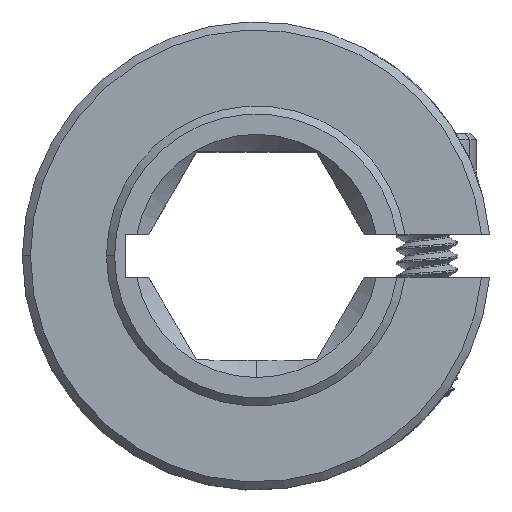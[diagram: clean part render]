
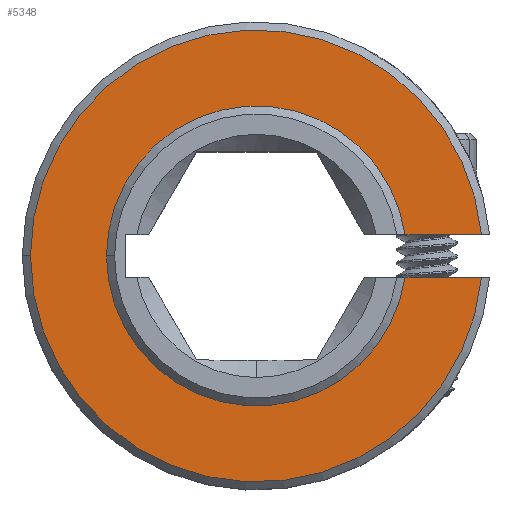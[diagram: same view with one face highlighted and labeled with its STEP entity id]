
A CAD part, top view. The second image highlights one B-rep face of the part: STEP entity #5348.
In plain terms, the highlighted planar face has unit normal (0, 0, 1).
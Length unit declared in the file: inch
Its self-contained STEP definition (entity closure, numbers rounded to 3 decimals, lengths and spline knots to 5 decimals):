
#99 = VERTEX_POINT ( 'NONE', #1387 ) ;
#100 = DIRECTION ( 'NONE',  ( 1., 0., 0. ) ) ;
#125 = VECTOR ( 'NONE', #296, 39.37008 ) ;
#220 = CIRCLE ( 'NONE', #320, 0.2775 ) ;
#296 = DIRECTION ( 'NONE',  ( 1., 0., 0. ) ) ;
#320 = AXIS2_PLACEMENT_3D ( 'NONE', #1927, #446, #512 ) ;
#446 = DIRECTION ( 'NONE',  ( 0., 0., -1. ) ) ;
#512 = DIRECTION ( 'NONE',  ( 1., 0., 0. ) ) ;
#604 = CARTESIAN_POINT ( 'NONE',  ( 0.41621, -0.03937, 0.235 ) ) ;
#635 = VERTEX_POINT ( 'NONE', #4778 ) ;
#672 = CARTESIAN_POINT ( 'NONE',  ( 0., 0., 0.235 ) ) ;
#738 = VERTEX_POINT ( 'NONE', #2594 ) ;
#856 = ORIENTED_EDGE ( 'NONE', *, *, #1971, .T. ) ;
#1120 = DIRECTION ( 'NONE',  ( 0., 0., 1. ) ) ;
#1174 = CIRCLE ( 'NONE', #5742, 0.2775 ) ;
#1238 = EDGE_LOOP ( 'NONE', ( #856, #2931, #5632, #2473, #5011, #3126 ) ) ;
#1290 = CARTESIAN_POINT ( 'NONE',  ( 0., 0., 0.235 ) ) ;
#1387 = CARTESIAN_POINT ( 'NONE',  ( 0.27469, 0.03937, 0.235 ) ) ;
#1499 = DIRECTION ( 'NONE',  ( 0., 0., 1. ) ) ;
#1660 = DIRECTION ( 'NONE',  ( 1., 0., 0. ) ) ;
#1927 = CARTESIAN_POINT ( 'NONE',  ( 0., 0., 0.235 ) ) ;
#1950 = AXIS2_PLACEMENT_3D ( 'NONE', #2017, #1499, #3283 ) ;
#1971 = EDGE_CURVE ( 'NONE', #99, #635, #4630, .T. ) ;
#2017 = CARTESIAN_POINT ( 'NONE',  ( 0., 0., 0.235 ) ) ;
#2045 = FACE_OUTER_BOUND ( 'NONE', #1238, .T. ) ;
#2090 = LINE ( 'NONE', #2149, #125 ) ;
#2116 = DIRECTION ( 'NONE',  ( 1., 0., 0. ) ) ;
#2149 = CARTESIAN_POINT ( 'NONE',  ( 0., -0.03937, 0.235 ) ) ;
#2393 = DIRECTION ( 'NONE',  ( 1., 0., 0. ) ) ;
#2394 = EDGE_CURVE ( 'NONE', #3680, #99, #220, .T. ) ;
#2473 = ORIENTED_EDGE ( 'NONE', *, *, #2480, .F. ) ;
#2480 = EDGE_CURVE ( 'NONE', #4377, #2833, #2090, .T. ) ;
#2541 = AXIS2_PLACEMENT_3D ( 'NONE', #2972, #5797, #1660 ) ;
#2594 = CARTESIAN_POINT ( 'NONE',  ( -0.41807, 0., 0.235 ) ) ;
#2833 = VERTEX_POINT ( 'NONE', #604 ) ;
#2837 = PLANE ( 'NONE',  #1950 ) ;
#2931 = ORIENTED_EDGE ( 'NONE', *, *, #3193, .T. ) ;
#2932 = VECTOR ( 'NONE', #2393, 39.37008 ) ;
#2972 = CARTESIAN_POINT ( 'NONE',  ( 0., 0., 0.235 ) ) ;
#3110 = CIRCLE ( 'NONE', #4969, 0.41807 ) ;
#3126 = ORIENTED_EDGE ( 'NONE', *, *, #2394, .T. ) ;
#3193 = EDGE_CURVE ( 'NONE', #635, #738, #3110, .T. ) ;
#3283 = DIRECTION ( 'NONE',  ( 1., 0., 0. ) ) ;
#3499 = CIRCLE ( 'NONE', #2541, 0.41807 ) ;
#3574 = CARTESIAN_POINT ( 'NONE',  ( -0.2775, 0., 0.235 ) ) ;
#3630 = EDGE_CURVE ( 'NONE', #738, #2833, #3499, .T. ) ;
#3680 = VERTEX_POINT ( 'NONE', #3574 ) ;
#4377 = VERTEX_POINT ( 'NONE', #4471 ) ;
#4471 = CARTESIAN_POINT ( 'NONE',  ( 0.27469, -0.03937, 0.235 ) ) ;
#4630 = LINE ( 'NONE', #4691, #2932 ) ;
#4677 = EDGE_CURVE ( 'NONE', #4377, #3680, #1174, .T. ) ;
#4691 = CARTESIAN_POINT ( 'NONE',  ( 0., 0.03937, 0.235 ) ) ;
#4778 = CARTESIAN_POINT ( 'NONE',  ( 0.41621, 0.03937, 0.235 ) ) ;
#4969 = AXIS2_PLACEMENT_3D ( 'NONE', #672, #1120, #100 ) ;
#5011 = ORIENTED_EDGE ( 'NONE', *, *, #4677, .T. ) ;
#5348 = ADVANCED_FACE ( 'NONE', ( #2045 ), #2837, .T. ) ;
#5395 = DIRECTION ( 'NONE',  ( 0., 0., -1. ) ) ;
#5632 = ORIENTED_EDGE ( 'NONE', *, *, #3630, .T. ) ;
#5742 = AXIS2_PLACEMENT_3D ( 'NONE', #1290, #5395, #2116 ) ;
#5797 = DIRECTION ( 'NONE',  ( 0., 0., 1. ) ) ;
